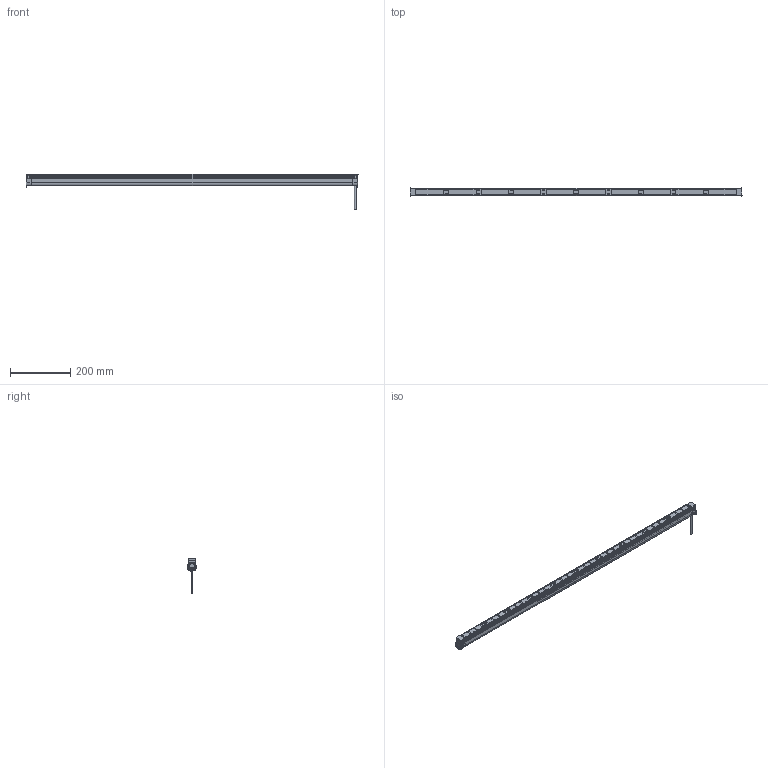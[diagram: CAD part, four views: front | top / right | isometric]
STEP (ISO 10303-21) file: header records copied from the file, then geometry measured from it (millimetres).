
FILE_DESCRIPTION((''),'2;1');
FILE_NAME('E010-10','2025-08-11T16:48:29',('candice.wang'),(''),'CREO PARAMETRIC BY PTC INC, 2018100','CREO PARAMETRIC BY PTC INC, 2018100','');
FILE_SCHEMA(('CONFIG_CONTROL_DESIGN'));
Products named in the file (1): E010-10
Bounding box: 1104.8 x 31.07 x 118.87 mm (x, y, z)
Surface area: 414865.7 mm2 (no closed solid volume)
Topology: 0 solids, 0 shells, 4322 faces, 24458 edges, 24217 vertices
Faces by surface type: plane 1877, cylinder 1221, bspline 466, torus 215, sphere 210, revolution 180, cone 149, extrusion 4
Entity records: 398481 total; most frequent: CARTESIAN_POINT 189173, DIRECTION 34441, TRIMMED_CURVE 24821, DEFINITIONAL_REPRESENTATION 24066, PCURVE 24066, COMPOSITE_CURVE_SEGMENT 24066, VECTOR 22733, LINE 22729
